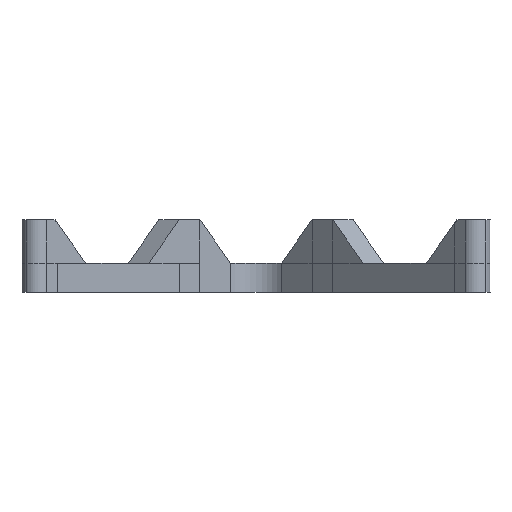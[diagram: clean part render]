
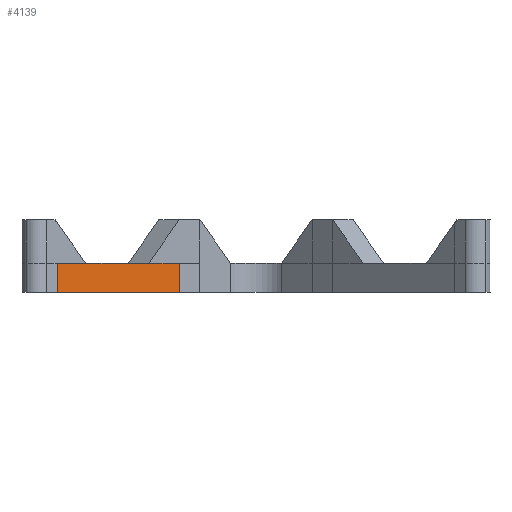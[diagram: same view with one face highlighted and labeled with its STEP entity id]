
A CAD part, left-side view. The second image highlights one B-rep face of the part: STEP entity #4139.
In plain terms, the highlighted planar face has unit normal (-0.707, -0.707, 0).
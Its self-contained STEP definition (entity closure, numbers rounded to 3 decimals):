
#1158 = VERTEX_POINT('',#1159);
#1159 = CARTESIAN_POINT('',(-33.482,26.41,0.));
#1173 = PLANE('',#1174);
#1174 = AXIS2_PLACEMENT_3D('',#1175,#1176,#1177);
#1175 = CARTESIAN_POINT('',(-40.603,40.603,0.));
#1176 = DIRECTION('',(0.,0.,1.));
#1177 = DIRECTION('',(1.,0.,0.));
#1199 = PLANE('',#1200);
#1200 = AXIS2_PLACEMENT_3D('',#1201,#1202,#1203);
#1201 = CARTESIAN_POINT('',(-7.071,0.,0.));
#1202 = DIRECTION('',(-0.707,-0.707,0.));
#1203 = DIRECTION('',(-0.707,0.707,0.));
#1264 = PLANE('',#1265);
#1265 = AXIS2_PLACEMENT_3D('',#1266,#1267,#1268);
#1266 = CARTESIAN_POINT('',(-26.41,19.339,0.));
#1267 = DIRECTION('',(-0.707,-0.707,0.));
#1268 = DIRECTION('',(-0.707,0.707,0.));
#1508 = PLANE('',#1509);
#1509 = AXIS2_PLACEMENT_3D('',#1510,#1511,#1512);
#1510 = CARTESIAN_POINT('',(-40.603,40.603,10.));
#1511 = DIRECTION('',(0.,0.,1.));
#1512 = DIRECTION('',(1.,0.,0.));
#1786 = VERTEX_POINT('',#1787);
#1787 = CARTESIAN_POINT('',(-44.081,37.01,10.));
#2596 = VERTEX_POINT('',#2597);
#2597 = CARTESIAN_POINT('',(-33.482,26.41,10.));
#2618 = EDGE_CURVE('',#1158,#2596,#2619,.T.);
#2619 = SURFACE_CURVE('',#2620,(#2624,#2631),.PCURVE_S1.);
#2620 = LINE('',#2621,#2622);
#2621 = CARTESIAN_POINT('',(-33.482,26.41,0.));
#2622 = VECTOR('',#2623,1.);
#2623 = DIRECTION('',(0.,0.,1.));
#2624 = PCURVE('',#1199,#2625);
#2625 = DEFINITIONAL_REPRESENTATION('',(#2626),#2630);
#2626 = LINE('',#2627,#2628);
#2627 = CARTESIAN_POINT('',(37.35,0.));
#2628 = VECTOR('',#2629,1.);
#2629 = DIRECTION('',(0.,-1.));
#2630 = ( GEOMETRIC_REPRESENTATION_CONTEXT(2) 
PARAMETRIC_REPRESENTATION_CONTEXT() REPRESENTATION_CONTEXT('2D SPACE',''
  ) );
#2631 = PCURVE('',#2632,#2637);
#2632 = PLANE('',#2633);
#2633 = AXIS2_PLACEMENT_3D('',#2634,#2635,#2636);
#2634 = CARTESIAN_POINT('',(-7.071,0.,0.));
#2635 = DIRECTION('',(-0.707,-0.707,0.));
#2636 = DIRECTION('',(-0.707,0.707,0.));
#2637 = DEFINITIONAL_REPRESENTATION('',(#2638),#2642);
#2638 = LINE('',#2639,#2640);
#2639 = CARTESIAN_POINT('',(37.35,0.));
#2640 = VECTOR('',#2641,1.);
#2641 = DIRECTION('',(0.,-1.));
#2642 = ( GEOMETRIC_REPRESENTATION_CONTEXT(2) 
PARAMETRIC_REPRESENTATION_CONTEXT() REPRESENTATION_CONTEXT('2D SPACE',''
  ) );
#2650 = VERTEX_POINT('',#2651);
#2651 = CARTESIAN_POINT('',(-75.66,68.589,0.));
#2677 = EDGE_CURVE('',#1158,#2650,#2678,.T.);
#2678 = SURFACE_CURVE('',#2679,(#2683,#2690),.PCURVE_S1.);
#2679 = LINE('',#2680,#2681);
#2680 = CARTESIAN_POINT('',(-7.071,0.,0.));
#2681 = VECTOR('',#2682,1.);
#2682 = DIRECTION('',(-0.707,0.707,0.));
#2683 = PCURVE('',#1173,#2684);
#2684 = DEFINITIONAL_REPRESENTATION('',(#2685),#2689);
#2685 = LINE('',#2686,#2687);
#2686 = CARTESIAN_POINT('',(33.532,-40.603));
#2687 = VECTOR('',#2688,1.);
#2688 = DIRECTION('',(-0.707,0.707));
#2689 = ( GEOMETRIC_REPRESENTATION_CONTEXT(2) 
PARAMETRIC_REPRESENTATION_CONTEXT() REPRESENTATION_CONTEXT('2D SPACE',''
  ) );
#2690 = PCURVE('',#2632,#2691);
#2691 = DEFINITIONAL_REPRESENTATION('',(#2692),#2696);
#2692 = LINE('',#2693,#2694);
#2693 = CARTESIAN_POINT('',(0.,0.));
#2694 = VECTOR('',#2695,1.);
#2695 = DIRECTION('',(1.,0.));
#2696 = ( GEOMETRIC_REPRESENTATION_CONTEXT(2) 
PARAMETRIC_REPRESENTATION_CONTEXT() REPRESENTATION_CONTEXT('2D SPACE',''
  ) );
#2758 = EDGE_CURVE('',#2596,#1786,#2759,.T.);
#2759 = SURFACE_CURVE('',#2760,(#2764,#2771),.PCURVE_S1.);
#2760 = LINE('',#2761,#2762);
#2761 = CARTESIAN_POINT('',(-7.071,0.,10.));
#2762 = VECTOR('',#2763,1.);
#2763 = DIRECTION('',(-0.707,0.707,0.));
#2764 = PCURVE('',#1264,#2765);
#2765 = DEFINITIONAL_REPRESENTATION('',(#2766),#2770);
#2766 = LINE('',#2767,#2768);
#2767 = CARTESIAN_POINT('',(-27.35,-10.));
#2768 = VECTOR('',#2769,1.);
#2769 = DIRECTION('',(1.,0.));
#2770 = ( GEOMETRIC_REPRESENTATION_CONTEXT(2) 
PARAMETRIC_REPRESENTATION_CONTEXT() REPRESENTATION_CONTEXT('2D SPACE',''
  ) );
#2771 = PCURVE('',#2632,#2772);
#2772 = DEFINITIONAL_REPRESENTATION('',(#2773),#2777);
#2773 = LINE('',#2774,#2775);
#2774 = CARTESIAN_POINT('',(0.,-10.));
#2775 = VECTOR('',#2776,1.);
#2776 = DIRECTION('',(1.,0.));
#2777 = ( GEOMETRIC_REPRESENTATION_CONTEXT(2) 
PARAMETRIC_REPRESENTATION_CONTEXT() REPRESENTATION_CONTEXT('2D SPACE',''
  ) );
#2980 = EDGE_CURVE('',#1786,#2981,#2983,.T.);
#2981 = VERTEX_POINT('',#2982);
#2982 = CARTESIAN_POINT('',(-65.761,58.69,10.));
#2983 = SURFACE_CURVE('',#2984,(#2988,#2995),.PCURVE_S1.);
#2984 = LINE('',#2985,#2986);
#2985 = CARTESIAN_POINT('',(-7.071,0.,10.));
#2986 = VECTOR('',#2987,1.);
#2987 = DIRECTION('',(-0.707,0.707,0.));
#2988 = PCURVE('',#1508,#2989);
#2989 = DEFINITIONAL_REPRESENTATION('',(#2990),#2994);
#2990 = LINE('',#2991,#2992);
#2991 = CARTESIAN_POINT('',(33.532,-40.603));
#2992 = VECTOR('',#2993,1.);
#2993 = DIRECTION('',(-0.707,0.707));
#2994 = ( GEOMETRIC_REPRESENTATION_CONTEXT(2) 
PARAMETRIC_REPRESENTATION_CONTEXT() REPRESENTATION_CONTEXT('2D SPACE',''
  ) );
#2995 = PCURVE('',#2632,#2996);
#2996 = DEFINITIONAL_REPRESENTATION('',(#2997),#3001);
#2997 = LINE('',#2998,#2999);
#2998 = CARTESIAN_POINT('',(0.,-10.));
#2999 = VECTOR('',#3000,1.);
#3000 = DIRECTION('',(1.,0.));
#3001 = ( GEOMETRIC_REPRESENTATION_CONTEXT(2) 
PARAMETRIC_REPRESENTATION_CONTEXT() REPRESENTATION_CONTEXT('2D SPACE',''
  ) );
#4139 = ADVANCED_FACE('',(#4140),#2632,.T.);
#4140 = FACE_BOUND('',#4141,.T.);
#4141 = EDGE_LOOP('',(#4142,#4143,#4171,#4197,#4198,#4199));
#4142 = ORIENTED_EDGE('',*,*,#2980,.T.);
#4143 = ORIENTED_EDGE('',*,*,#4144,.T.);
#4144 = EDGE_CURVE('',#2981,#4145,#4147,.T.);
#4145 = VERTEX_POINT('',#4146);
#4146 = CARTESIAN_POINT('',(-75.66,68.589,10.));
#4147 = SURFACE_CURVE('',#4148,(#4152,#4159),.PCURVE_S1.);
#4148 = LINE('',#4149,#4150);
#4149 = CARTESIAN_POINT('',(-7.071,0.,10.));
#4150 = VECTOR('',#4151,1.);
#4151 = DIRECTION('',(-0.707,0.707,0.));
#4152 = PCURVE('',#2632,#4153);
#4153 = DEFINITIONAL_REPRESENTATION('',(#4154),#4158);
#4154 = LINE('',#4155,#4156);
#4155 = CARTESIAN_POINT('',(0.,-10.));
#4156 = VECTOR('',#4157,1.);
#4157 = DIRECTION('',(1.,0.));
#4158 = ( GEOMETRIC_REPRESENTATION_CONTEXT(2) 
PARAMETRIC_REPRESENTATION_CONTEXT() REPRESENTATION_CONTEXT('2D SPACE',''
  ) );
#4159 = PCURVE('',#4160,#4165);
#4160 = PLANE('',#4161);
#4161 = AXIS2_PLACEMENT_3D('',#4162,#4163,#4164);
#4162 = CARTESIAN_POINT('',(-75.66,68.589,0.));
#4163 = DIRECTION('',(-0.707,-0.707,0.));
#4164 = DIRECTION('',(-0.707,0.707,0.));
#4165 = DEFINITIONAL_REPRESENTATION('',(#4166),#4170);
#4166 = LINE('',#4167,#4168);
#4167 = CARTESIAN_POINT('',(-97.,-10.));
#4168 = VECTOR('',#4169,1.);
#4169 = DIRECTION('',(1.,0.));
#4170 = ( GEOMETRIC_REPRESENTATION_CONTEXT(2) 
PARAMETRIC_REPRESENTATION_CONTEXT() REPRESENTATION_CONTEXT('2D SPACE',''
  ) );
#4171 = ORIENTED_EDGE('',*,*,#4172,.F.);
#4172 = EDGE_CURVE('',#2650,#4145,#4173,.T.);
#4173 = SURFACE_CURVE('',#4174,(#4178,#4185),.PCURVE_S1.);
#4174 = LINE('',#4175,#4176);
#4175 = CARTESIAN_POINT('',(-75.66,68.589,0.));
#4176 = VECTOR('',#4177,1.);
#4177 = DIRECTION('',(0.,0.,1.));
#4178 = PCURVE('',#2632,#4179);
#4179 = DEFINITIONAL_REPRESENTATION('',(#4180),#4184);
#4180 = LINE('',#4181,#4182);
#4181 = CARTESIAN_POINT('',(97.,0.));
#4182 = VECTOR('',#4183,1.);
#4183 = DIRECTION('',(0.,-1.));
#4184 = ( GEOMETRIC_REPRESENTATION_CONTEXT(2) 
PARAMETRIC_REPRESENTATION_CONTEXT() REPRESENTATION_CONTEXT('2D SPACE',''
  ) );
#4185 = PCURVE('',#4186,#4191);
#4186 = PLANE('',#4187);
#4187 = AXIS2_PLACEMENT_3D('',#4188,#4189,#4190);
#4188 = CARTESIAN_POINT('',(-7.071,0.,0.));
#4189 = DIRECTION('',(-0.707,-0.707,0.));
#4190 = DIRECTION('',(-0.707,0.707,0.));
#4191 = DEFINITIONAL_REPRESENTATION('',(#4192),#4196);
#4192 = LINE('',#4193,#4194);
#4193 = CARTESIAN_POINT('',(97.,0.));
#4194 = VECTOR('',#4195,1.);
#4195 = DIRECTION('',(0.,-1.));
#4196 = ( GEOMETRIC_REPRESENTATION_CONTEXT(2) 
PARAMETRIC_REPRESENTATION_CONTEXT() REPRESENTATION_CONTEXT('2D SPACE',''
  ) );
#4197 = ORIENTED_EDGE('',*,*,#2677,.F.);
#4198 = ORIENTED_EDGE('',*,*,#2618,.T.);
#4199 = ORIENTED_EDGE('',*,*,#2758,.T.);
